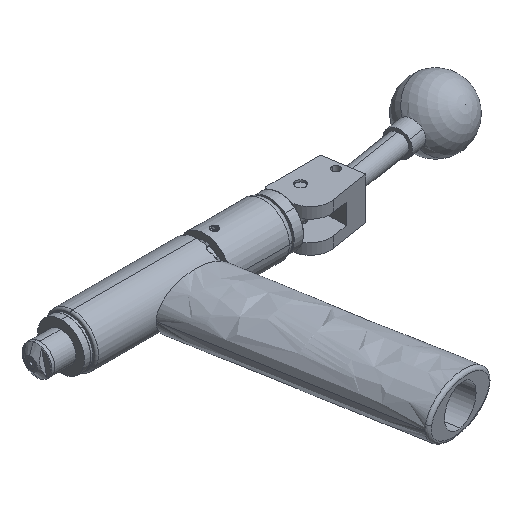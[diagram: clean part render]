
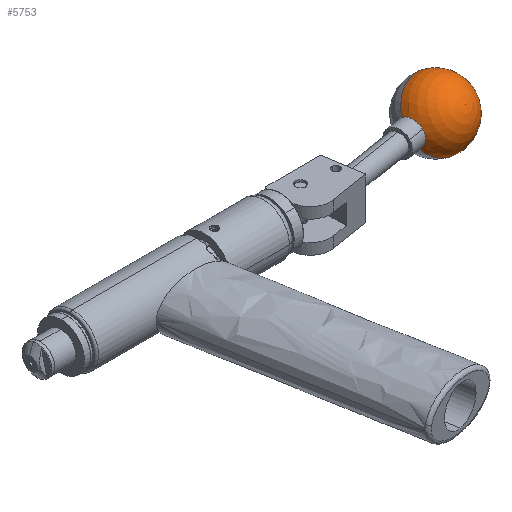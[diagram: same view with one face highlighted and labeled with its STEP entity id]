
A CAD part, isometric view. The second image highlights one B-rep face of the part: STEP entity #5753.
In plain terms, the highlighted spherical face has radius 15.875 mm.
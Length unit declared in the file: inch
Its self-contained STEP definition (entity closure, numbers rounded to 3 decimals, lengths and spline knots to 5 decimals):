
#472 = CIRCLE ( 'NONE', #2928, 0.625 ) ;
#944 = DIRECTION ( 'NONE',  ( 0.127, -0.801, 0.585 ) ) ;
#1139 = VERTEX_POINT ( 'NONE', #5012 ) ;
#1676 = AXIS2_PLACEMENT_3D ( 'NONE', #10480, #11906, #15717 ) ;
#1875 = VERTEX_POINT ( 'NONE', #16080 ) ;
#2361 = ORIENTED_EDGE ( 'NONE', *, *, #10125, .T. ) ;
#2566 = CARTESIAN_POINT ( 'NONE',  ( 7.15539, 0.28004, 0. ) ) ;
#2762 = FACE_OUTER_BOUND ( 'NONE', #14385, .T. ) ;
#2928 = AXIS2_PLACEMENT_3D ( 'NONE', #2566, #6437, #10149 ) ;
#2940 = DIRECTION ( 'NONE',  ( 0.127, -0.801, 0.585 ) ) ;
#3192 = AXIS2_PLACEMENT_3D ( 'NONE', #11714, #16956, #12905 ) ;
#4965 = CARTESIAN_POINT ( 'NONE',  ( 6.58962, 0.19044, 0. ) ) ;
#5012 = CARTESIAN_POINT ( 'NONE',  ( 6.62134, -0.00981, 0.14627 ) ) ;
#5374 = CIRCLE ( 'NONE', #10583, 0.25 ) ;
#5753 = ADVANCED_FACE ( 'NONE', ( #2762 ), #13497, .T. ) ;
#6352 = CARTESIAN_POINT ( 'NONE',  ( 7.7727, 0.37782, 0. ) ) ;
#6437 = DIRECTION ( 'NONE',  ( 0.127, -0.801, 0.585 ) ) ;
#7384 = ORIENTED_EDGE ( 'NONE', *, *, #10676, .F. ) ;
#7713 = EDGE_CURVE ( 'NONE', #11788, #1139, #16079, .T. ) ;
#8235 = ORIENTED_EDGE ( 'NONE', *, *, #8331, .T. ) ;
#8331 = EDGE_CURVE ( 'NONE', #9099, #11788, #472, .T. ) ;
#9099 = VERTEX_POINT ( 'NONE', #6352 ) ;
#9388 = DIRECTION ( 'NONE',  ( 0.092, -0.578, -0.811 ) ) ;
#10002 = CARTESIAN_POINT ( 'NONE',  ( 6.56674, 0.3349, 0.20274 ) ) ;
#10125 = EDGE_CURVE ( 'NONE', #1139, #1875, #5374, .T. ) ;
#10149 = DIRECTION ( 'NONE',  ( 0., -0.59, -0.808 ) ) ;
#10480 = CARTESIAN_POINT ( 'NONE',  ( 7.15539, 0.28004, 0. ) ) ;
#10583 = AXIS2_PLACEMENT_3D ( 'NONE', #4965, #14154, #944 ) ;
#10676 = EDGE_CURVE ( 'NONE', #9099, #1875, #12607, .T. ) ;
#11714 = CARTESIAN_POINT ( 'NONE',  ( 6.58962, 0.19044, 0. ) ) ;
#11788 = VERTEX_POINT ( 'NONE', #10002 ) ;
#11906 = DIRECTION ( 'NONE',  ( -0.127, 0.801, -0.585 ) ) ;
#12607 = CIRCLE ( 'NONE', #1676, 0.625 ) ;
#12905 = DIRECTION ( 'NONE',  ( 0.127, -0.801, 0.585 ) ) ;
#13497 = SPHERICAL_SURFACE ( 'NONE', #14590, 0.625 ) ;
#14154 = DIRECTION ( 'NONE',  ( 0.988, 0.156, 0. ) ) ;
#14385 = EDGE_LOOP ( 'NONE', ( #7384, #8235, #15936, #2361 ) ) ;
#14590 = AXIS2_PLACEMENT_3D ( 'NONE', #16082, #2940, #9388 ) ;
#15717 = DIRECTION ( 'NONE',  ( 0., 0.59, 0.808 ) ) ;
#15936 = ORIENTED_EDGE ( 'NONE', *, *, #7713, .T. ) ;
#16079 = CIRCLE ( 'NONE', #3192, 0.25 ) ;
#16080 = CARTESIAN_POINT ( 'NONE',  ( 6.6125, 0.04597, -0.20274 ) ) ;
#16082 = CARTESIAN_POINT ( 'NONE',  ( 7.15539, 0.28004, 0. ) ) ;
#16956 = DIRECTION ( 'NONE',  ( 0.988, 0.156, 0. ) ) ;
